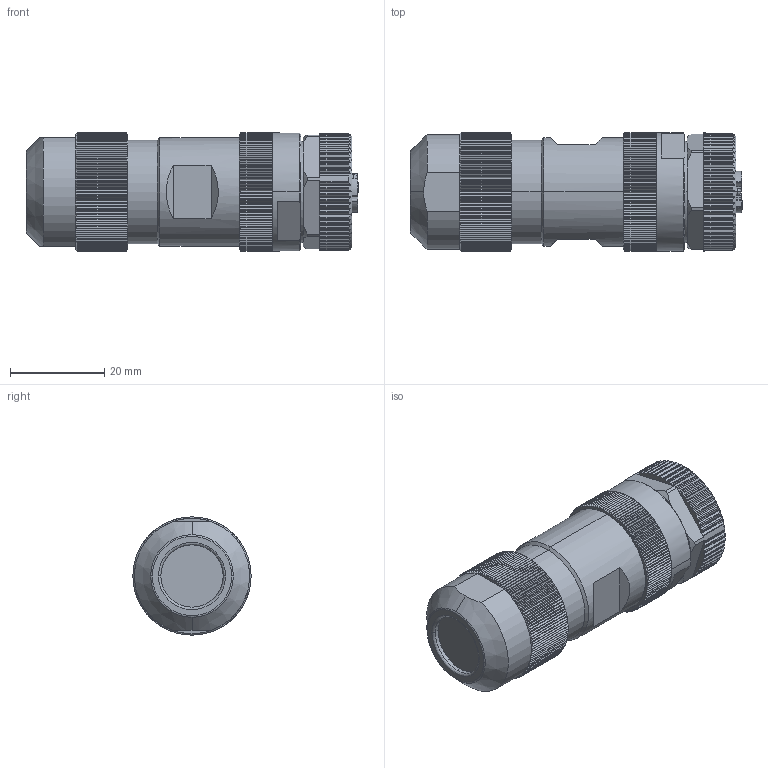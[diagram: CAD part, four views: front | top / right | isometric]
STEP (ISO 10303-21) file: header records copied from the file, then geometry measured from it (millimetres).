
FILE_DESCRIPTION (( 'STEP AP203' ), '1' );
FILE_NAME ('7000-P4611-0000000.step', '2021-12-20T18:02:46', ( '' ), ( '' ), 'SwSTEP 2.0', 'SolidWorks 2021', '' );
FILE_SCHEMA (( 'CONFIG_CONTROL_DESIGN' ));
Length unit declared in the file: inch
Products named in the file (1): 7000-P4611-0000000
Bounding box: 70.3 x 25 x 25 mm (x, y, z)
Volume: 29606.9 mm3; surface area: 8257.7 mm2
Topology: 1 solids, 1 shells, 1418 faces, 4078 edges, 2660 vertices
Faces by surface type: plane 878, cylinder 409, bspline 70, cone 45, torus 16
Entity records: 48952 total; most frequent: CARTESIAN_POINT 13406, ORIENTED_EDGE 8104, DIRECTION 6724, EDGE_CURVE 4052, VERTEX_POINT 2660, AXIS2_PLACEMENT_3D 2486, LINE 1752, VECTOR 1752
